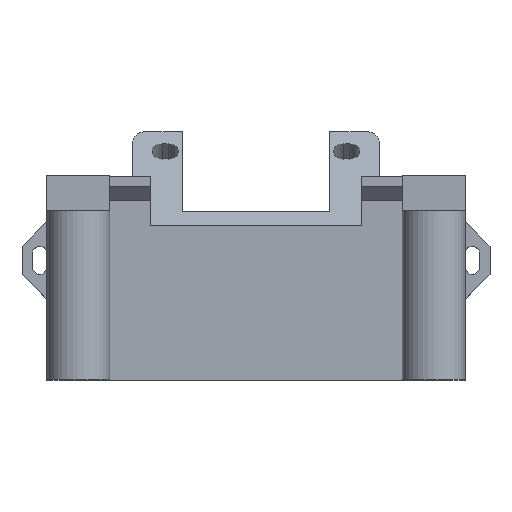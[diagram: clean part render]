
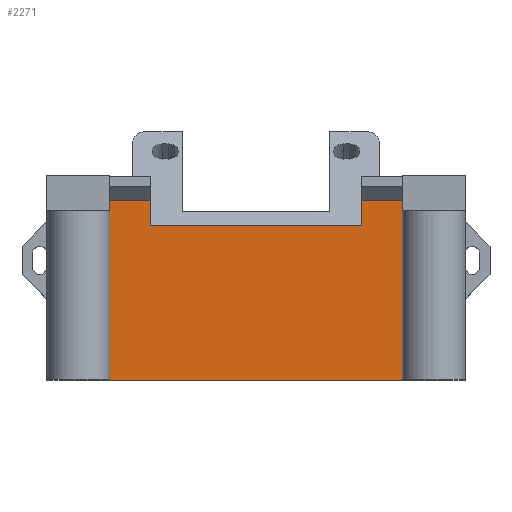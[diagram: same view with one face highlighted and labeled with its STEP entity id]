
A CAD part, top view. The second image highlights one B-rep face of the part: STEP entity #2271.
In plain terms, the highlighted planar face has unit normal (0, 0, 1).
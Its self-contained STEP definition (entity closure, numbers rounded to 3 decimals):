
#80 = CARTESIAN_POINT ( 'NONE',  ( 15., 25.5, -18. ) ) ;
#101 = VERTEX_POINT ( 'NONE', #3500 ) ;
#182 = EDGE_CURVE ( 'NONE', #3994, #736, #2041, .T. ) ;
#450 = DIRECTION ( 'NONE',  ( -1., 0., 0. ) ) ;
#455 = VERTEX_POINT ( 'NONE', #3711 ) ;
#549 = ORIENTED_EDGE ( 'NONE', *, *, #674, .F. ) ;
#631 = CARTESIAN_POINT ( 'NONE',  ( -15., 25.5, -18. ) ) ;
#674 = EDGE_CURVE ( 'NONE', #3994, #4033, #2413, .T. ) ;
#687 = EDGE_CURVE ( 'NONE', #736, #455, #2772, .T. ) ;
#736 = VERTEX_POINT ( 'NONE', #1512 ) ;
#752 = DIRECTION ( 'NONE',  ( 0., -1., 0. ) ) ;
#868 = FACE_OUTER_BOUND ( 'NONE', #2255, .T. ) ;
#878 = DIRECTION ( 'NONE',  ( 1., 0., 0. ) ) ;
#967 = DIRECTION ( 'NONE',  ( -1., 0., 0. ) ) ;
#1013 = CARTESIAN_POINT ( 'NONE',  ( -15., 21.929, -18. ) ) ;
#1074 = LINE ( 'NONE', #2853, #3526 ) ;
#1139 = CARTESIAN_POINT ( 'NONE',  ( 15., 25.5, -18. ) ) ;
#1207 = EDGE_CURVE ( 'NONE', #4033, #101, #2047, .T. ) ;
#1220 = DIRECTION ( 'NONE',  ( -1., 0., 0. ) ) ;
#1225 = VECTOR ( 'NONE', #2858, 1000. ) ;
#1343 = ORIENTED_EDGE ( 'NONE', *, *, #2216, .T. ) ;
#1376 = DIRECTION ( 'NONE',  ( 0., -1., 0. ) ) ;
#1449 = LINE ( 'NONE', #2401, #3111 ) ;
#1512 = CARTESIAN_POINT ( 'NONE',  ( -27.75, 25.5, -18. ) ) ;
#1614 = VERTEX_POINT ( 'NONE', #2141 ) ;
#1636 = DIRECTION ( 'NONE',  ( 0., 0., -1. ) ) ;
#1667 = VECTOR ( 'NONE', #3847, 1000. ) ;
#1708 = EDGE_CURVE ( 'NONE', #3161, #101, #1449, .T. ) ;
#1739 = ORIENTED_EDGE ( 'NONE', *, *, #1708, .T. ) ;
#2041 = LINE ( 'NONE', #2653, #2319 ) ;
#2044 = EDGE_CURVE ( 'NONE', #1614, #3230, #3330, .T. ) ;
#2047 = LINE ( 'NONE', #2434, #3083 ) ;
#2141 = CARTESIAN_POINT ( 'NONE',  ( 27.75, 25.5, -18. ) ) ;
#2216 = EDGE_CURVE ( 'NONE', #1614, #3161, #3565, .T. ) ;
#2255 = EDGE_LOOP ( 'NONE', ( #3066, #1343, #1739, #3146, #549, #2705, #3968, #2496 ) ) ;
#2271 = ADVANCED_FACE ( 'NONE', ( #868 ), #3979, .F. ) ;
#2319 = VECTOR ( 'NONE', #1220, 1000. ) ;
#2375 = VECTOR ( 'NONE', #752, 1000. ) ;
#2401 = CARTESIAN_POINT ( 'NONE',  ( 15., 21.929, -18. ) ) ;
#2413 = LINE ( 'NONE', #1013, #1225 ) ;
#2434 = CARTESIAN_POINT ( 'NONE',  ( -15., 21.929, -18. ) ) ;
#2496 = ORIENTED_EDGE ( 'NONE', *, *, #3398, .T. ) ;
#2580 = CARTESIAN_POINT ( 'NONE',  ( -15., 21.929, -18. ) ) ;
#2634 = CARTESIAN_POINT ( 'NONE',  ( -27.75, 29., -18. ) ) ;
#2653 = CARTESIAN_POINT ( 'NONE',  ( -27.75, 25.5, -18. ) ) ;
#2705 = ORIENTED_EDGE ( 'NONE', *, *, #182, .T. ) ;
#2711 = VECTOR ( 'NONE', #450, 1000. ) ;
#2772 = LINE ( 'NONE', #3339, #1667 ) ;
#2780 = CARTESIAN_POINT ( 'NONE',  ( 27.75, 29., -18. ) ) ;
#2853 = CARTESIAN_POINT ( 'NONE',  ( -27.75, 0., -18. ) ) ;
#2858 = DIRECTION ( 'NONE',  ( 0., -1., 0. ) ) ;
#2995 = CARTESIAN_POINT ( 'NONE',  ( 27.75, 0., -18. ) ) ;
#3066 = ORIENTED_EDGE ( 'NONE', *, *, #2044, .F. ) ;
#3083 = VECTOR ( 'NONE', #878, 1000. ) ;
#3111 = VECTOR ( 'NONE', #1376, 1000. ) ;
#3146 = ORIENTED_EDGE ( 'NONE', *, *, #1207, .F. ) ;
#3161 = VERTEX_POINT ( 'NONE', #80 ) ;
#3230 = VERTEX_POINT ( 'NONE', #2995 ) ;
#3235 = AXIS2_PLACEMENT_3D ( 'NONE', #2634, #1636, #967 ) ;
#3330 = LINE ( 'NONE', #2780, #2375 ) ;
#3339 = CARTESIAN_POINT ( 'NONE',  ( -27.75, 29., -18. ) ) ;
#3398 = EDGE_CURVE ( 'NONE', #455, #3230, #1074, .T. ) ;
#3500 = CARTESIAN_POINT ( 'NONE',  ( 15., 21.929, -18. ) ) ;
#3524 = DIRECTION ( 'NONE',  ( 1., 0., 0. ) ) ;
#3526 = VECTOR ( 'NONE', #3524, 1000. ) ;
#3565 = LINE ( 'NONE', #1139, #2711 ) ;
#3711 = CARTESIAN_POINT ( 'NONE',  ( -27.75, 0., -18. ) ) ;
#3847 = DIRECTION ( 'NONE',  ( 0., -1., 0. ) ) ;
#3968 = ORIENTED_EDGE ( 'NONE', *, *, #687, .T. ) ;
#3979 = PLANE ( 'NONE',  #3235 ) ;
#3994 = VERTEX_POINT ( 'NONE', #631 ) ;
#4033 = VERTEX_POINT ( 'NONE', #2580 ) ;
